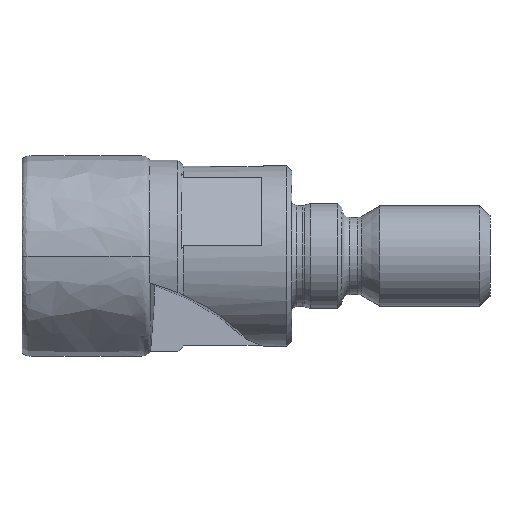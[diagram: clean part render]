
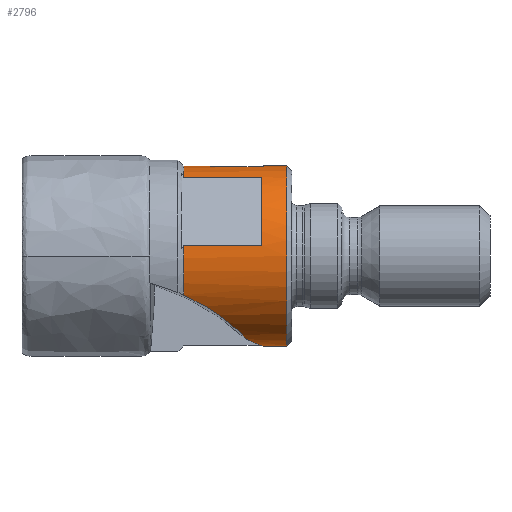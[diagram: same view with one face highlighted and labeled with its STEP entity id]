
A CAD part, front view. The second image highlights one B-rep face of the part: STEP entity #2796.
In plain terms, the highlighted cylindrical face has radius 9 mm (diameter 18 mm), a partial arc.
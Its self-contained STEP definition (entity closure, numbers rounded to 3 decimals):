
#93 = LINE ( 'NONE', #3063, #95 ) ;
#95 = VECTOR ( 'NONE', #3053, 1000. ) ;
#98 = LINE ( 'NONE', #3071, #100 ) ;
#100 = VECTOR ( 'NONE', #3070, 1000. ) ;
#120 = CARTESIAN_POINT ( 'NONE',  ( 22.9, -8.938, 1.055 ) ) ;
#197 = B_SPLINE_CURVE_WITH_KNOTS ( 'NONE', 3,
 ( #272, #280, #284, #285, #286, #287, #288, #289, #290, #291 ),
 .UNSPECIFIED., .F., .F.,
 ( 4, 2, 2, 2, 4 ),
 ( 0., 0.001, 0.002, 0.003, 0.004 ),
 .UNSPECIFIED. ) ;
#198 = B_SPLINE_CURVE_WITH_KNOTS ( 'NONE', 3,
 ( #268, #276, #281, #282 ),
 .UNSPECIFIED., .F., .F.,
 ( 4, 4 ),
 ( 0.004, 0.005 ),
 .UNSPECIFIED. ) ;
#268 = CARTESIAN_POINT ( 'NONE',  ( 23.089, 0., 9. ) ) ;
#272 = CARTESIAN_POINT ( 'NONE',  ( 21.321, -3.427, -8.322 ) ) ;
#276 = CARTESIAN_POINT ( 'NONE',  ( 23.122, -0.412, 9. ) ) ;
#280 = CARTESIAN_POINT ( 'NONE',  ( 21.552, -3.201, -8.415 ) ) ;
#281 = CARTESIAN_POINT ( 'NONE',  ( 23.094, -0.832, 8.971 ) ) ;
#282 = CARTESIAN_POINT ( 'NONE',  ( 23.007, -1.238, 8.914 ) ) ;
#284 = CARTESIAN_POINT ( 'NONE',  ( 21.769, -2.962, -8.503 ) ) ;
#285 = CARTESIAN_POINT ( 'NONE',  ( 22.168, -2.451, -8.664 ) ) ;
#286 = CARTESIAN_POINT ( 'NONE',  ( 22.352, -2.177, -8.738 ) ) ;
#287 = CARTESIAN_POINT ( 'NONE',  ( 22.666, -1.6, -8.861 ) ) ;
#288 = CARTESIAN_POINT ( 'NONE',  ( 22.797, -1.299, -8.911 ) ) ;
#289 = CARTESIAN_POINT ( 'NONE',  ( 22.995, -0.666, -8.981 ) ) ;
#290 = CARTESIAN_POINT ( 'NONE',  ( 23.062, -0.332, -9. ) ) ;
#291 = CARTESIAN_POINT ( 'NONE',  ( 23.089, 0., -9. ) ) ;
#782 = CARTESIAN_POINT ( 'NONE',  ( 23.089, 0., -9. ) ) ;
#807 = CARTESIAN_POINT ( 'NONE',  ( 15.08, -8.103, -3.918 ) ) ;
#821 = CARTESIAN_POINT ( 'NONE',  ( 23.007, -1.238, 8.914 ) ) ;
#849 = CARTESIAN_POINT ( 'NONE',  ( 22.9, -4.327, 7.892 ) ) ;
#853 = CARTESIAN_POINT ( 'NONE',  ( 21.321, -3.427, -8.322 ) ) ;
#856 = CARTESIAN_POINT ( 'NONE',  ( 25.4, 0., -9. ) ) ;
#865 = CARTESIAN_POINT ( 'NONE',  ( 15.08, -8.938, 1.055 ) ) ;
#887 = CARTESIAN_POINT ( 'NONE',  ( 15.08, -0.544, 8.984 ) ) ;
#896 = CARTESIAN_POINT ( 'NONE',  ( 25.4, 0., 9. ) ) ;
#1118 = CIRCLE ( 'NONE', #3379, 9. ) ;
#1122 = LINE ( 'NONE', #1978, #1129 ) ;
#1127 = CIRCLE ( 'NONE', #3523, 9. ) ;
#1129 = VECTOR ( 'NONE', #1979, 1000. ) ;
#1131 = CIRCLE ( 'NONE', #3460, 9. ) ;
#1133 = LINE ( 'NONE', #1981, #1138 ) ;
#1138 = VECTOR ( 'NONE', #1980, 1000. ) ;
#1140 = CIRCLE ( 'NONE', #3522, 9. ) ;
#1311 = VERTEX_POINT ( 'NONE', #782 ) ;
#1315 = VERTEX_POINT ( 'NONE', #3902 ) ;
#1322 = VERTEX_POINT ( 'NONE', #120 ) ;
#1327 = VERTEX_POINT ( 'NONE', #3904 ) ;
#1353 = VERTEX_POINT ( 'NONE', #807 ) ;
#1367 = VERTEX_POINT ( 'NONE', #821 ) ;
#1379 = VERTEX_POINT ( 'NONE', #849 ) ;
#1380 = VERTEX_POINT ( 'NONE', #865 ) ;
#1384 = VERTEX_POINT ( 'NONE', #853 ) ;
#1391 = VERTEX_POINT ( 'NONE', #856 ) ;
#1400 = VERTEX_POINT ( 'NONE', #887 ) ;
#1404 = VERTEX_POINT ( 'NONE', #896 ) ;
#1586 = ORIENTED_EDGE ( 'NONE', *, *, #3724, .F. ) ;
#1603 = ORIENTED_EDGE ( 'NONE', *, *, #3676, .T. ) ;
#1608 = ORIENTED_EDGE ( 'NONE', *, *, #3728, .T. ) ;
#1614 = ORIENTED_EDGE ( 'NONE', *, *, #3242, .T. ) ;
#1620 = ORIENTED_EDGE ( 'NONE', *, *, #3245, .F. ) ;
#1626 = ORIENTED_EDGE ( 'NONE', *, *, #3234, .F. ) ;
#1680 = ORIENTED_EDGE ( 'NONE', *, *, #3239, .T. ) ;
#1688 = ORIENTED_EDGE ( 'NONE', *, *, #3237, .T. ) ;
#1760 = ORIENTED_EDGE ( 'NONE', *, *, #3243, .T. ) ;
#1788 = ORIENTED_EDGE ( 'NONE', *, *, #3247, .F. ) ;
#1791 = ORIENTED_EDGE ( 'NONE', *, *, #3240, .T. ) ;
#1803 = ORIENTED_EDGE ( 'NONE', *, *, #3677, .T. ) ;
#1831 = EDGE_LOOP ( 'NONE', ( #1586, #1614, #1608, #1603, #1626, #1620, #1760, #1688, #1791, #1788, #1680, #1803 ) ) ;
#1947 = CARTESIAN_POINT ( 'NONE',  ( 15.08, -0.544, 8.984 ) ) ;
#1948 = CARTESIAN_POINT ( 'NONE',  ( 17.732, -0.776, 8.969 ) ) ;
#1953 = CARTESIAN_POINT ( 'NONE',  ( 20.376, -1.007, 8.946 ) ) ;
#1954 = CARTESIAN_POINT ( 'NONE',  ( 23.007, -1.238, 8.914 ) ) ;
#1959 = CARTESIAN_POINT ( 'NONE',  ( 15.775, -7.95, -4.233 ) ) ;
#1962 = CARTESIAN_POINT ( 'NONE',  ( 15.08, -8.103, -3.918 ) ) ;
#1963 = CARTESIAN_POINT ( 'NONE',  ( 22.9, 0., 0. ) ) ;
#1964 = DIRECTION ( 'NONE',  ( 1., 0., 0. ) ) ;
#1965 = DIRECTION ( 'NONE',  ( 0., 0., -1. ) ) ;
#1968 = CARTESIAN_POINT ( 'NONE',  ( 16.44, -7.762, -4.577 ) ) ;
#1969 = CARTESIAN_POINT ( 'NONE',  ( 17.7, -7.279, -5.311 ) ) ;
#1970 = CARTESIAN_POINT ( 'NONE',  ( 18.296, -6.985, -5.702 ) ) ;
#1971 = CARTESIAN_POINT ( 'NONE',  ( 19.404, -6.236, -6.513 ) ) ;
#1972 = CARTESIAN_POINT ( 'NONE',  ( 19.895, -5.795, -6.918 ) ) ;
#1973 = CARTESIAN_POINT ( 'NONE',  ( 20.527, -4.996, -7.493 ) ) ;
#1974 = CARTESIAN_POINT ( 'NONE',  ( 20.719, -4.707, -7.679 ) ) ;
#1975 = CARTESIAN_POINT ( 'NONE',  ( 21.054, -4.096, -8.021 ) ) ;
#1976 = CARTESIAN_POINT ( 'NONE',  ( 21.199, -3.772, -8.18 ) ) ;
#1977 = CARTESIAN_POINT ( 'NONE',  ( 21.321, -3.427, -8.322 ) ) ;
#1978 = CARTESIAN_POINT ( 'NONE',  ( 0., -8.938, 1.055 ) ) ;
#1979 = DIRECTION ( 'NONE',  ( -1., 0., 0. ) ) ;
#1980 = DIRECTION ( 'NONE',  ( 1., 0., 0. ) ) ;
#1981 = CARTESIAN_POINT ( 'NONE',  ( 0., -4.327, 7.892 ) ) ;
#1985 = CARTESIAN_POINT ( 'NONE',  ( 25.4, 0., 0. ) ) ;
#1986 = DIRECTION ( 'NONE',  ( -1., 0., 0. ) ) ;
#1987 = DIRECTION ( 'NONE',  ( 0., 0., 1. ) ) ;
#1991 = CARTESIAN_POINT ( 'NONE',  ( 15.08, 0., 0. ) ) ;
#1992 = DIRECTION ( 'NONE',  ( -1., 0., 0. ) ) ;
#1993 = DIRECTION ( 'NONE',  ( 0., 0., 1. ) ) ;
#1998 = CARTESIAN_POINT ( 'NONE',  ( 15.08, 0., 0. ) ) ;
#1999 = DIRECTION ( 'NONE',  ( -1., 0., 0. ) ) ;
#2000 = DIRECTION ( 'NONE',  ( 0., 0., 1. ) ) ;
#2796 = ADVANCED_FACE ( 'NONE', ( #3836 ), #3840, .T. ) ;
#3053 = DIRECTION ( 'NONE',  ( -1., 0., 0. ) ) ;
#3063 = CARTESIAN_POINT ( 'NONE',  ( 0., 0., -9. ) ) ;
#3070 = DIRECTION ( 'NONE',  ( -1., 0., 0. ) ) ;
#3071 = CARTESIAN_POINT ( 'NONE',  ( 0., 0., 9. ) ) ;
#3218 =( BOUNDED_CURVE ( )  B_SPLINE_CURVE ( 3, ( #1947, #1948, #1953, #1954 ),
 .UNSPECIFIED., .F., .F. ) 
 B_SPLINE_CURVE_WITH_KNOTS ( ( 4, 4 ),
 ( 1.631, 1.709 ),
 .UNSPECIFIED. ) 
 CURVE ( )  GEOMETRIC_REPRESENTATION_ITEM ( )  RATIONAL_B_SPLINE_CURVE ( ( 1., 1., 1., 1. ) ) 
 REPRESENTATION_ITEM ( '' )  );
#3227 = B_SPLINE_CURVE_WITH_KNOTS ( 'NONE', 3,
 ( #1962, #1959, #1968, #1969, #1970, #1971, #1972, #1973, #1974, #1975, #1976, #1977 ),
 .UNSPECIFIED., .F., .F.,
 ( 4, 2, 2, 2, 2, 4 ),
 ( 0., 0.002, 0.005, 0.007, 0.008, 0.009 ),
 .UNSPECIFIED. ) ;
#3234 = EDGE_CURVE ( 'NONE', #1400, #1367, #3218, .T. ) ;
#3237 = EDGE_CURVE ( 'NONE', #1379, #1322, #1118, .T. ) ;
#3239 = EDGE_CURVE ( 'NONE', #1353, #1384, #3227, .T. ) ;
#3240 = EDGE_CURVE ( 'NONE', #1322, #1380, #1122, .T. ) ;
#3242 = EDGE_CURVE ( 'NONE', #1391, #1404, #1127, .T. ) ;
#3243 = EDGE_CURVE ( 'NONE', #1315, #1379, #1133, .T. ) ;
#3245 = EDGE_CURVE ( 'NONE', #1315, #1400, #1131, .T. ) ;
#3247 = EDGE_CURVE ( 'NONE', #1353, #1380, #1140, .T. ) ;
#3379 = AXIS2_PLACEMENT_3D ( 'NONE', #1963, #1964, #1965 ) ;
#3460 = AXIS2_PLACEMENT_3D ( 'NONE', #1991, #1992, #1993 ) ;
#3493 = AXIS2_PLACEMENT_3D ( 'NONE', #4247, #4242, #4244 ) ;
#3522 = AXIS2_PLACEMENT_3D ( 'NONE', #1998, #1999, #2000 ) ;
#3523 = AXIS2_PLACEMENT_3D ( 'NONE', #1985, #1986, #1987 ) ;
#3676 = EDGE_CURVE ( 'NONE', #1327, #1367, #198, .T. ) ;
#3677 = EDGE_CURVE ( 'NONE', #1384, #1311, #197, .T. ) ;
#3724 = EDGE_CURVE ( 'NONE', #1391, #1311, #93, .T. ) ;
#3728 = EDGE_CURVE ( 'NONE', #1404, #1327, #98, .T. ) ;
#3836 = FACE_OUTER_BOUND ( 'NONE', #1831, .T. ) ;
#3840 = CYLINDRICAL_SURFACE ( 'NONE', #3493, 9. ) ;
#3902 = CARTESIAN_POINT ( 'NONE',  ( 15.08, -4.327, 7.892 ) ) ;
#3904 = CARTESIAN_POINT ( 'NONE',  ( 23.089, 0., 9. ) ) ;
#4242 = DIRECTION ( 'NONE',  ( -1., 0., 0. ) ) ;
#4244 = DIRECTION ( 'NONE',  ( 0., 0., 1. ) ) ;
#4247 = CARTESIAN_POINT ( 'NONE',  ( 0., 0., 0. ) ) ;
